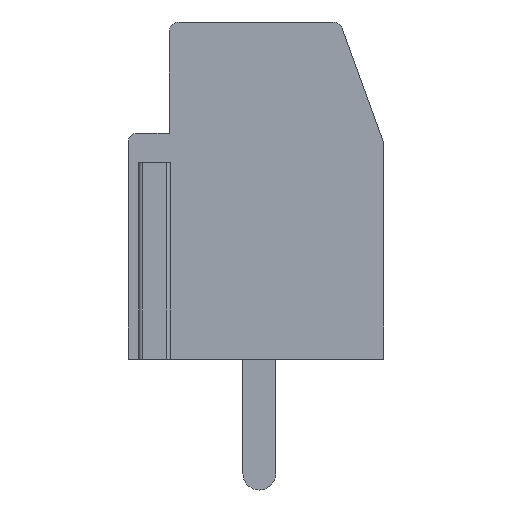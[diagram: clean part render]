
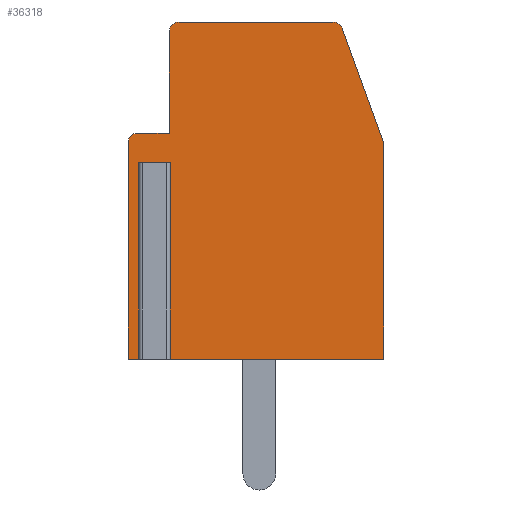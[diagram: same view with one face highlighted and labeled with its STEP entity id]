
A CAD part, left-side view. The second image highlights one B-rep face of the part: STEP entity #36318.
In plain terms, the highlighted planar face has unit normal (-1, 0, 0).
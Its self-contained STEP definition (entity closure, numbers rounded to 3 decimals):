
#663 = CARTESIAN_POINT ( 'NONE',  ( -5., -2.25, 10. ) ) ;
#1166 = LINE ( 'NONE', #10346, #22755 ) ;
#1480 = ORIENTED_EDGE ( 'NONE', *, *, #22684, .F. ) ;
#1671 = VECTOR ( 'NONE', #7022, 1000. ) ;
#2076 = CIRCLE ( 'NONE', #11829, 0.3 ) ;
#2104 = VERTEX_POINT ( 'NONE', #8488 ) ;
#2996 = DIRECTION ( 'NONE',  ( 0., 1., 0. ) ) ;
#3074 = CARTESIAN_POINT ( 'NONE',  ( -5., -2.532, 10.103 ) ) ;
#3784 = CARTESIAN_POINT ( 'NONE',  ( -5., 3.75, 6.9 ) ) ;
#3944 = DIRECTION ( 'NONE',  ( 0., 0., -1. ) ) ;
#4096 = EDGE_CURVE ( 'NONE', #29548, #17154, #1166, .T. ) ;
#4126 = CARTESIAN_POINT ( 'NONE',  ( -5., -3.8, 6.619 ) ) ;
#4619 = CARTESIAN_POINT ( 'NONE',  ( -5., -3.8, 0. ) ) ;
#4806 = VECTOR ( 'NONE', #27174, 1000. ) ;
#4888 = DIRECTION ( 'NONE',  ( 0., 0., -1. ) ) ;
#5091 = LINE ( 'NONE', #5465, #31429 ) ;
#5256 = ORIENTED_EDGE ( 'NONE', *, *, #37482, .F. ) ;
#5465 = CARTESIAN_POINT ( 'NONE',  ( -5., 2.75, 6.9 ) ) ;
#5620 = ORIENTED_EDGE ( 'NONE', *, *, #22695, .F. ) ;
#6077 = EDGE_CURVE ( 'NONE', #7796, #20438, #11685, .T. ) ;
#6647 = CARTESIAN_POINT ( 'NONE',  ( -5., 4., 0. ) ) ;
#7022 = DIRECTION ( 'NONE',  ( 0., 0., 1. ) ) ;
#7144 = VECTOR ( 'NONE', #30487, 1000. ) ;
#7203 = LINE ( 'NONE', #3784, #4806 ) ;
#7389 = CARTESIAN_POINT ( 'NONE',  ( -5., -2.25, 10. ) ) ;
#7453 = ORIENTED_EDGE ( 'NONE', *, *, #20974, .F. ) ;
#7796 = VERTEX_POINT ( 'NONE', #13999 ) ;
#7938 = PLANE ( 'NONE',  #19017 ) ;
#8116 = AXIS2_PLACEMENT_3D ( 'NONE', #34860, #11357, #14246 ) ;
#8435 = DIRECTION ( 'NONE',  ( 0., 0., -1. ) ) ;
#8488 = CARTESIAN_POINT ( 'NONE',  ( -5., 3.5, 6. ) ) ;
#8673 = ORIENTED_EDGE ( 'NONE', *, *, #33386, .F. ) ;
#8935 = CARTESIAN_POINT ( 'NONE',  ( -5., -3.8, 0. ) ) ;
#9807 = EDGE_CURVE ( 'NONE', #30796, #30819, #13738, .T. ) ;
#9824 = VERTEX_POINT ( 'NONE', #23874 ) ;
#9883 = LINE ( 'NONE', #4126, #15491 ) ;
#10160 = CIRCLE ( 'NONE', #36399, 0.3 ) ;
#10346 = CARTESIAN_POINT ( 'NONE',  ( -5., 2.45, 10.3 ) ) ;
#10509 = ORIENTED_EDGE ( 'NONE', *, *, #33570, .F. ) ;
#11357 = DIRECTION ( 'NONE',  ( 1., 0., 0. ) ) ;
#11567 = VECTOR ( 'NONE', #2996, 1000. ) ;
#11685 = LINE ( 'NONE', #3074, #27383 ) ;
#11787 = DIRECTION ( 'NONE',  ( 0., 0., 1. ) ) ;
#11829 = AXIS2_PLACEMENT_3D ( 'NONE', #25523, #34459, #8435 ) ;
#12687 = VERTEX_POINT ( 'NONE', #22058 ) ;
#12985 = LINE ( 'NONE', #6647, #1671 ) ;
#13298 = LINE ( 'NONE', #24428, #35717 ) ;
#13738 = LINE ( 'NONE', #34533, #34211 ) ;
#13992 = VERTEX_POINT ( 'NONE', #27134 ) ;
#13999 = CARTESIAN_POINT ( 'NONE',  ( -5., -2.532, 10.103 ) ) ;
#14246 = DIRECTION ( 'NONE',  ( 0., 0., -1. ) ) ;
#14574 = CARTESIAN_POINT ( 'NONE',  ( -5., 2.9, 0. ) ) ;
#15448 = DIRECTION ( 'NONE',  ( 1., 0., 0. ) ) ;
#15491 = VECTOR ( 'NONE', #3944, 1000. ) ;
#15663 = EDGE_CURVE ( 'NONE', #2104, #27041, #13298, .T. ) ;
#16557 = LINE ( 'NONE', #4619, #7144 ) ;
#16731 = ORIENTED_EDGE ( 'NONE', *, *, #26221, .F. ) ;
#17140 = CARTESIAN_POINT ( 'NONE',  ( -5., -3.8, 6.619 ) ) ;
#17154 = VERTEX_POINT ( 'NONE', #35155 ) ;
#18315 = EDGE_LOOP ( 'NONE', ( #34919, #1480, #28497, #10509, #27903, #22465, #7453, #18351, #23701, #22186, #16731, #5256, #8673, #5620 ) ) ;
#18351 = ORIENTED_EDGE ( 'NONE', *, *, #4096, .F. ) ;
#19017 = AXIS2_PLACEMENT_3D ( 'NONE', #663, #15448, #23295 ) ;
#19769 = EDGE_CURVE ( 'NONE', #9824, #29548, #2076, .T. ) ;
#20438 = VERTEX_POINT ( 'NONE', #17140 ) ;
#20974 = EDGE_CURVE ( 'NONE', #17154, #7796, #10160, .T. ) ;
#21352 = CARTESIAN_POINT ( 'NONE',  ( -5., 2.45, 10.3 ) ) ;
#21565 = VERTEX_POINT ( 'NONE', #24736 ) ;
#22058 = CARTESIAN_POINT ( 'NONE',  ( -5., 3.75, 6.9 ) ) ;
#22186 = ORIENTED_EDGE ( 'NONE', *, *, #30134, .F. ) ;
#22465 = ORIENTED_EDGE ( 'NONE', *, *, #6077, .F. ) ;
#22684 = EDGE_CURVE ( 'NONE', #30796, #2104, #29231, .T. ) ;
#22695 = EDGE_CURVE ( 'NONE', #27041, #35360, #35127, .T. ) ;
#22755 = VECTOR ( 'NONE', #33856, 1000. ) ;
#23238 = VECTOR ( 'NONE', #35313, 1000. ) ;
#23295 = DIRECTION ( 'NONE',  ( 0., 0., -1. ) ) ;
#23701 = ORIENTED_EDGE ( 'NONE', *, *, #19769, .F. ) ;
#23710 = CARTESIAN_POINT ( 'NONE',  ( -5., 2.9, 6. ) ) ;
#23874 = CARTESIAN_POINT ( 'NONE',  ( -5., 2.75, 10. ) ) ;
#24428 = CARTESIAN_POINT ( 'NONE',  ( -5., 3.5, 6. ) ) ;
#24736 = CARTESIAN_POINT ( 'NONE',  ( -5., 4., 6.65 ) ) ;
#25360 = CARTESIAN_POINT ( 'NONE',  ( -5., 4., 0. ) ) ;
#25405 = FACE_OUTER_BOUND ( 'NONE', #18315, .T. ) ;
#25523 = CARTESIAN_POINT ( 'NONE',  ( -5., 2.45, 10. ) ) ;
#25738 = CARTESIAN_POINT ( 'NONE',  ( -5., 2.75, 6.9 ) ) ;
#26221 = EDGE_CURVE ( 'NONE', #12687, #35402, #7203, .T. ) ;
#27041 = VERTEX_POINT ( 'NONE', #27412 ) ;
#27134 = CARTESIAN_POINT ( 'NONE',  ( -5., -3.8, 0. ) ) ;
#27174 = DIRECTION ( 'NONE',  ( 0., -1., 0. ) ) ;
#27383 = VECTOR ( 'NONE', #32152, 1000. ) ;
#27412 = CARTESIAN_POINT ( 'NONE',  ( -5., 3.5, 0. ) ) ;
#27903 = ORIENTED_EDGE ( 'NONE', *, *, #28191, .F. ) ;
#28191 = EDGE_CURVE ( 'NONE', #20438, #13992, #9883, .T. ) ;
#28497 = ORIENTED_EDGE ( 'NONE', *, *, #9807, .T. ) ;
#29231 = LINE ( 'NONE', #23710, #23238 ) ;
#29548 = VERTEX_POINT ( 'NONE', #21352 ) ;
#30134 = EDGE_CURVE ( 'NONE', #35402, #9824, #5091, .T. ) ;
#30487 = DIRECTION ( 'NONE',  ( 0., 1., 0. ) ) ;
#30796 = VERTEX_POINT ( 'NONE', #34806 ) ;
#30819 = VERTEX_POINT ( 'NONE', #14574 ) ;
#30941 = DIRECTION ( 'NONE',  ( 1., 0., 0. ) ) ;
#31429 = VECTOR ( 'NONE', #11787, 1000. ) ;
#31658 = DIRECTION ( 'NONE',  ( 0., 0., -1. ) ) ;
#32152 = DIRECTION ( 'NONE',  ( 0., -0.342, -0.94 ) ) ;
#33386 = EDGE_CURVE ( 'NONE', #35360, #21565, #12985, .T. ) ;
#33570 = EDGE_CURVE ( 'NONE', #13992, #30819, #16557, .T. ) ;
#33856 = DIRECTION ( 'NONE',  ( 0., -1., 0. ) ) ;
#34211 = VECTOR ( 'NONE', #31658, 1000. ) ;
#34459 = DIRECTION ( 'NONE',  ( 1., 0., 0. ) ) ;
#34533 = CARTESIAN_POINT ( 'NONE',  ( -5., 2.9, 6. ) ) ;
#34806 = CARTESIAN_POINT ( 'NONE',  ( -5., 2.9, 6. ) ) ;
#34860 = CARTESIAN_POINT ( 'NONE',  ( -5., 3.75, 6.65 ) ) ;
#34919 = ORIENTED_EDGE ( 'NONE', *, *, #15663, .F. ) ;
#35127 = LINE ( 'NONE', #8935, #11567 ) ;
#35155 = CARTESIAN_POINT ( 'NONE',  ( -5., -2.25, 10.3 ) ) ;
#35313 = DIRECTION ( 'NONE',  ( 0., 1., 0. ) ) ;
#35360 = VERTEX_POINT ( 'NONE', #25360 ) ;
#35402 = VERTEX_POINT ( 'NONE', #25738 ) ;
#35717 = VECTOR ( 'NONE', #35848, 1000. ) ;
#35848 = DIRECTION ( 'NONE',  ( 0., 0., -1. ) ) ;
#36318 = ADVANCED_FACE ( 'NONE', ( #25405 ), #7938, .F. ) ;
#36399 = AXIS2_PLACEMENT_3D ( 'NONE', #7389, #30941, #4888 ) ;
#36829 = CIRCLE ( 'NONE', #8116, 0.25 ) ;
#37482 = EDGE_CURVE ( 'NONE', #21565, #12687, #36829, .T. ) ;
